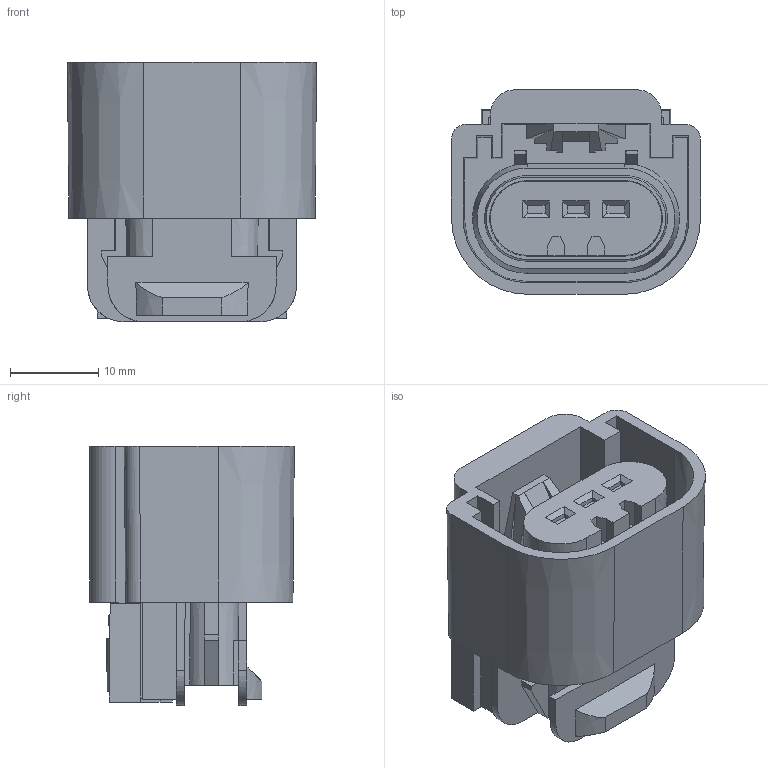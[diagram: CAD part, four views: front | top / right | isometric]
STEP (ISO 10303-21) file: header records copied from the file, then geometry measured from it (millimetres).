
FILE_DESCRIPTION(/* description */ (''),/* implementation_level */ '2;1');
FILE_NAME(/* name */ '13592546-ENV11_01-CONN.stp',/* time_stamp */ '2024-01-26T16:17:44+08:00',/* author */ (''),/* organization */ (''),/* preprocessor_version */ 'ST-DEVELOPER v16',/* originating_system */ 'SIEMENS PLM Software NX 11.0',/* authorisation */ '');
FILE_SCHEMA (('AUTOMOTIVE_DESIGN { 1 0 10303 214 3 1 1 1 }'));
Length unit declared in the file: millimetre
Products named in the file (1): 13592546-ENV11_01-CONN
Bounding box: 28.16 x 23.13 x 29.3 mm (x, y, z)
Volume: 9195.6 mm3; surface area: 7280.7 mm2
Topology: 1 solids, 1 shells, 324 faces, 946 edges, 622 vertices
Faces by surface type: plane 292, cone 22, cylinder 10
Entity records: 10655 total; most frequent: CARTESIAN_POINT 2004, ORIENTED_EDGE 1892, DIRECTION 1647, EDGE_CURVE 946, LINE 845, VECTOR 845, VERTEX_POINT 622, AXIS2_PLACEMENT_3D 401
